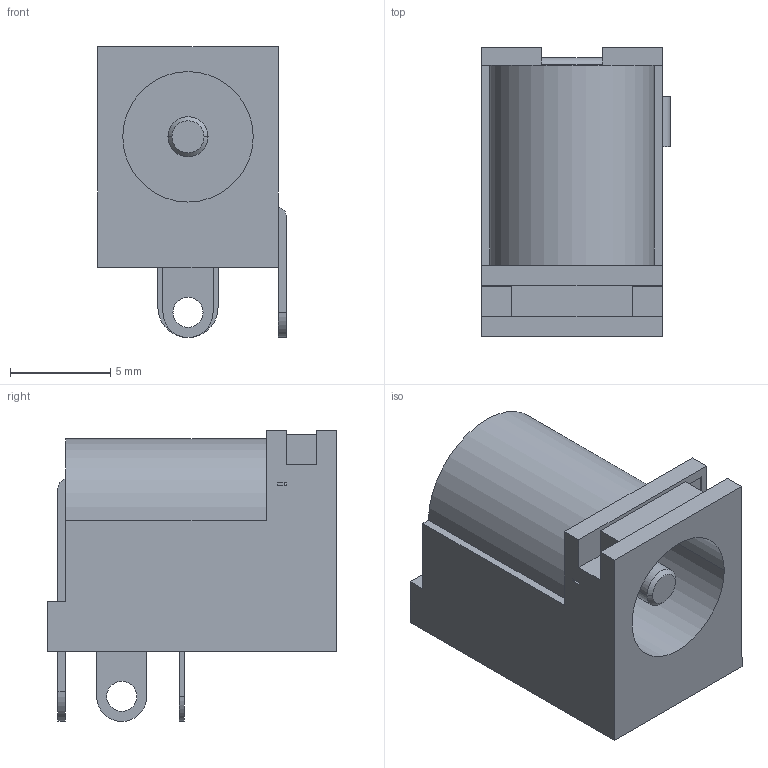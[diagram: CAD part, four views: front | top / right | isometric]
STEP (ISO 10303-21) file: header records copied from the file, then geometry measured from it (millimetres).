
FILE_DESCRIPTION (( 'STEP AP214' ), '1' );
FILE_NAME ('User Library-PJ-002AH.STEP', '2015-07-01T10:18:52', ( 'Windows User' ), ( '' ), 'SwSTEP 2.0', 'SolidWorks 2015', '' );
FILE_SCHEMA (( 'AUTOMOTIVE_DESIGN' ));
Length unit declared in the file: millimetre
Products named in the file (3): User Library-PJ-002AH_Pad; User Library-PJ-002AH_Body; User Library-PJ-002AH
Assembly tree (2 placements, depth 2):
  User Library-PJ-002AH
    User Library-PJ-002AH_Body
    User Library-PJ-002AH_Pad
Bounding box: 9.4 x 14.4 x 14.5 mm (x, y, z)
Volume: 965.9 mm3; surface area: 1163.8 mm2
Topology: 5 solids, 6 shells, 92 faces, 233 edges, 152 vertices
Faces by surface type: plane 68, cylinder 22, cone 2
Entity records: 3920 total; most frequent: DIRECTION 483, CARTESIAN_POINT 482, ORIENTED_EDGE 466, EDGE_CURVE 233, LINE 177, VECTOR 177, AXIS2_PLACEMENT_3D 153, VERTEX_POINT 152
